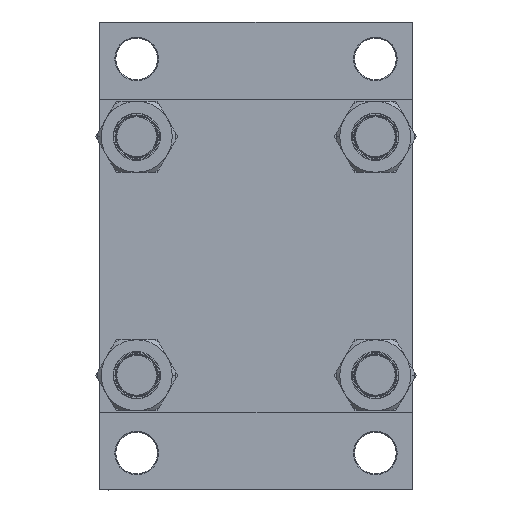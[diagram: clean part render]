
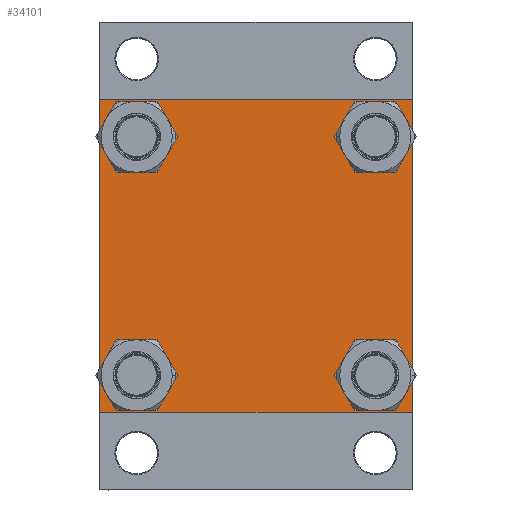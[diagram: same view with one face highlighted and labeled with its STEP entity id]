
A CAD part, left-side view. The second image highlights one B-rep face of the part: STEP entity #34101.
In plain terms, the highlighted planar face has unit normal (-1, 0, 0).
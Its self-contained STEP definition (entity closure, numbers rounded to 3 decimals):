
#307 = VERTEX_POINT ( 'NONE', #10709 ) ;
#378 = ORIENTED_EDGE ( 'NONE', *, *, #33523, .T. ) ;
#1355 = DIRECTION ( 'NONE',  ( 1., 0., 0. ) ) ;
#1407 = FACE_BOUND ( 'NONE', #14880, .T. ) ;
#1415 = DIRECTION ( 'NONE',  ( 1., 0., 0. ) ) ;
#1569 = LINE ( 'NONE', #42707, #24624 ) ;
#1733 = VERTEX_POINT ( 'NONE', #3443 ) ;
#1810 = ORIENTED_EDGE ( 'NONE', *, *, #23803, .T. ) ;
#2806 = CARTESIAN_POINT ( 'NONE',  ( 0., -82.25, -82.25 ) ) ;
#2979 = EDGE_CURVE ( 'NONE', #26449, #27780, #4719, .T. ) ;
#3443 = CARTESIAN_POINT ( 'NONE',  ( 0., 62.95, 51.45 ) ) ;
#3781 = DIRECTION ( 'NONE',  ( 0., 0., 1. ) ) ;
#3998 = LINE ( 'NONE', #44447, #36759 ) ;
#4559 = VERTEX_POINT ( 'NONE', #9535 ) ;
#4561 = DIRECTION ( 'NONE',  ( 0., 0., 1. ) ) ;
#4606 = DIRECTION ( 'NONE',  ( 1., 0., 0. ) ) ;
#4675 = EDGE_LOOP ( 'NONE', ( #28600, #45109 ) ) ;
#4719 = LINE ( 'NONE', #16196, #8094 ) ;
#4769 = DIRECTION ( 'NONE',  ( 0., -1., 0. ) ) ;
#5263 = CARTESIAN_POINT ( 'NONE',  ( 0., 62.95, 74.45 ) ) ;
#6012 = PLANE ( 'NONE',  #32871 ) ;
#6225 = DIRECTION ( 'NONE',  ( 0., 0., 1. ) ) ;
#6517 = CIRCLE ( 'NONE', #22048, 11.5 ) ;
#6712 = EDGE_CURVE ( 'NONE', #307, #15600, #26763, .T. ) ;
#7683 = VERTEX_POINT ( 'NONE', #35762 ) ;
#7864 = EDGE_CURVE ( 'NONE', #9866, #26449, #15997, .T. ) ;
#8094 = VECTOR ( 'NONE', #38105, 1000. ) ;
#8414 = DIRECTION ( 'NONE',  ( 0., -0.707, -0.707 ) ) ;
#9232 = CARTESIAN_POINT ( 'NONE',  ( 0., -82.25, 82.25 ) ) ;
#9535 = CARTESIAN_POINT ( 'NONE',  ( 0., -62.95, 51.45 ) ) ;
#9792 = ORIENTED_EDGE ( 'NONE', *, *, #6712, .T. ) ;
#9866 = VERTEX_POINT ( 'NONE', #42561 ) ;
#10709 = CARTESIAN_POINT ( 'NONE',  ( 0., 62.95, -51.45 ) ) ;
#10742 = VERTEX_POINT ( 'NONE', #34079 ) ;
#11002 = CIRCLE ( 'NONE', #43638, 11.5 ) ;
#11143 = CARTESIAN_POINT ( 'NONE',  ( 0., -62.95, 74.45 ) ) ;
#11171 = VECTOR ( 'NONE', #4769, 1000. ) ;
#11676 = AXIS2_PLACEMENT_3D ( 'NONE', #23106, #1415, #4561 ) ;
#12089 = ORIENTED_EDGE ( 'NONE', *, *, #2979, .T. ) ;
#12177 = CARTESIAN_POINT ( 'NONE',  ( 0., -62.95, -62.95 ) ) ;
#12275 = AXIS2_PLACEMENT_3D ( 'NONE', #33030, #47866, #3781 ) ;
#12281 = EDGE_CURVE ( 'NONE', #44879, #12448, #1569, .T. ) ;
#12343 = VERTEX_POINT ( 'NONE', #16912 ) ;
#12448 = VERTEX_POINT ( 'NONE', #37077 ) ;
#14593 = DIRECTION ( 'NONE',  ( 0., 0., 1. ) ) ;
#14880 = EDGE_LOOP ( 'NONE', ( #25820, #31612 ) ) ;
#15128 = ORIENTED_EDGE ( 'NONE', *, *, #12281, .F. ) ;
#15600 = VERTEX_POINT ( 'NONE', #37018 ) ;
#15997 = LINE ( 'NONE', #26476, #40011 ) ;
#16196 = CARTESIAN_POINT ( 'NONE',  ( 0., 82.5, 82.5 ) ) ;
#16912 = CARTESIAN_POINT ( 'NONE',  ( 0., -82., -82.5 ) ) ;
#17004 = ORIENTED_EDGE ( 'NONE', *, *, #36487, .T. ) ;
#17174 = ORIENTED_EDGE ( 'NONE', *, *, #7864, .T. ) ;
#17651 = DIRECTION ( 'NONE',  ( 1., 0., 0. ) ) ;
#18211 = EDGE_CURVE ( 'NONE', #15600, #307, #33255, .T. ) ;
#18409 = DIRECTION ( 'NONE',  ( 0., -1., 0. ) ) ;
#19486 = DIRECTION ( 'NONE',  ( 0., 0., 1. ) ) ;
#19559 = ORIENTED_EDGE ( 'NONE', *, *, #32830, .T. ) ;
#20161 = CARTESIAN_POINT ( 'NONE',  ( 0., -82.5, 82. ) ) ;
#20551 = EDGE_CURVE ( 'NONE', #44879, #21356, #35528, .T. ) ;
#20633 = FACE_BOUND ( 'NONE', #36553, .T. ) ;
#20727 = ORIENTED_EDGE ( 'NONE', *, *, #36312, .F. ) ;
#21356 = VERTEX_POINT ( 'NONE', #30874 ) ;
#22048 = AXIS2_PLACEMENT_3D ( 'NONE', #28870, #24757, #6225 ) ;
#22278 = VERTEX_POINT ( 'NONE', #11143 ) ;
#22543 = EDGE_CURVE ( 'NONE', #1733, #38750, #41146, .T. ) ;
#22931 = CARTESIAN_POINT ( 'NONE',  ( 0., 82.5, -82. ) ) ;
#23106 = CARTESIAN_POINT ( 'NONE',  ( 0., 62.95, 62.95 ) ) ;
#23803 = EDGE_CURVE ( 'NONE', #27780, #10742, #29618, .T. ) ;
#24290 = DIRECTION ( 'NONE',  ( 0., 0., 1. ) ) ;
#24296 = CARTESIAN_POINT ( 'NONE',  ( 0., 0., 0. ) ) ;
#24529 = EDGE_CURVE ( 'NONE', #38750, #1733, #31923, .T. ) ;
#24537 = DIRECTION ( 'NONE',  ( -1., 0., 0. ) ) ;
#24624 = VECTOR ( 'NONE', #42225, 1000. ) ;
#24757 = DIRECTION ( 'NONE',  ( 1., 0., 0. ) ) ;
#25142 = ORIENTED_EDGE ( 'NONE', *, *, #20551, .T. ) ;
#25301 = AXIS2_PLACEMENT_3D ( 'NONE', #25672, #17651, #25441 ) ;
#25441 = DIRECTION ( 'NONE',  ( 0., 0., 1. ) ) ;
#25672 = CARTESIAN_POINT ( 'NONE',  ( 0., -62.95, -62.95 ) ) ;
#25820 = ORIENTED_EDGE ( 'NONE', *, *, #24529, .T. ) ;
#26449 = VERTEX_POINT ( 'NONE', #42728 ) ;
#26476 = CARTESIAN_POINT ( 'NONE',  ( 0., 82.25, 82.25 ) ) ;
#26763 = CIRCLE ( 'NONE', #32220, 11.5 ) ;
#26932 = CARTESIAN_POINT ( 'NONE',  ( 0., -62.95, 62.95 ) ) ;
#27438 = EDGE_LOOP ( 'NONE', ( #19559, #32795 ) ) ;
#27718 = ORIENTED_EDGE ( 'NONE', *, *, #18211, .T. ) ;
#27780 = VERTEX_POINT ( 'NONE', #22931 ) ;
#27952 = AXIS2_PLACEMENT_3D ( 'NONE', #35950, #28885, #24290 ) ;
#27988 = CARTESIAN_POINT ( 'NONE',  ( 0., -62.95, -51.45 ) ) ;
#28600 = ORIENTED_EDGE ( 'NONE', *, *, #36550, .T. ) ;
#28870 = CARTESIAN_POINT ( 'NONE',  ( 0., -62.95, 62.95 ) ) ;
#28885 = DIRECTION ( 'NONE',  ( 1., 0., 0. ) ) ;
#28945 = AXIS2_PLACEMENT_3D ( 'NONE', #12177, #4606, #19486 ) ;
#29549 = VECTOR ( 'NONE', #8414, 1000. ) ;
#29618 = LINE ( 'NONE', #30345, #29549 ) ;
#30105 = DIRECTION ( 'NONE',  ( 0., 0., 1. ) ) ;
#30138 = LINE ( 'NONE', #41307, #11171 ) ;
#30345 = CARTESIAN_POINT ( 'NONE',  ( 0., 82.25, -82.25 ) ) ;
#30526 = CIRCLE ( 'NONE', #28945, 11.5 ) ;
#30800 = EDGE_CURVE ( 'NONE', #4559, #22278, #11002, .T. ) ;
#30874 = CARTESIAN_POINT ( 'NONE',  ( 0., -82., 82.5 ) ) ;
#31612 = ORIENTED_EDGE ( 'NONE', *, *, #22543, .T. ) ;
#31639 = DIRECTION ( 'NONE',  ( 0., 0.707, 0.707 ) ) ;
#31923 = CIRCLE ( 'NONE', #11676, 11.5 ) ;
#32220 = AXIS2_PLACEMENT_3D ( 'NONE', #33346, #40640, #14593 ) ;
#32795 = ORIENTED_EDGE ( 'NONE', *, *, #39700, .T. ) ;
#32830 = EDGE_CURVE ( 'NONE', #42252, #7683, #30526, .T. ) ;
#32871 = AXIS2_PLACEMENT_3D ( 'NONE', #24296, #24537, #46440 ) ;
#33030 = CARTESIAN_POINT ( 'NONE',  ( 0., 62.95, -62.95 ) ) ;
#33162 = EDGE_LOOP ( 'NONE', ( #12089, #1810, #378, #17004, #15128, #25142, #20727, #17174 ) ) ;
#33255 = CIRCLE ( 'NONE', #12275, 11.5 ) ;
#33346 = CARTESIAN_POINT ( 'NONE',  ( 0., 62.95, -62.95 ) ) ;
#33523 = EDGE_CURVE ( 'NONE', #10742, #12343, #3998, .T. ) ;
#34079 = CARTESIAN_POINT ( 'NONE',  ( 0., 82., -82.5 ) ) ;
#34101 = ADVANCED_FACE ( 'NONE', ( #43015, #38908, #20633, #1407, #45959 ), #6012, .T. ) ;
#35528 = LINE ( 'NONE', #9232, #46546 ) ;
#35762 = CARTESIAN_POINT ( 'NONE',  ( 0., -62.95, -74.45 ) ) ;
#35950 = CARTESIAN_POINT ( 'NONE',  ( 0., 62.95, 62.95 ) ) ;
#36171 = CIRCLE ( 'NONE', #25301, 11.5 ) ;
#36312 = EDGE_CURVE ( 'NONE', #9866, #21356, #30138, .T. ) ;
#36487 = EDGE_CURVE ( 'NONE', #12343, #12448, #40047, .T. ) ;
#36550 = EDGE_CURVE ( 'NONE', #22278, #4559, #6517, .T. ) ;
#36553 = EDGE_LOOP ( 'NONE', ( #9792, #27718 ) ) ;
#36759 = VECTOR ( 'NONE', #18409, 1000. ) ;
#37018 = CARTESIAN_POINT ( 'NONE',  ( 0., 62.95, -74.45 ) ) ;
#37077 = CARTESIAN_POINT ( 'NONE',  ( 0., -82.5, -82. ) ) ;
#38105 = DIRECTION ( 'NONE',  ( 0., 0., -1. ) ) ;
#38750 = VERTEX_POINT ( 'NONE', #5263 ) ;
#38908 = FACE_BOUND ( 'NONE', #27438, .T. ) ;
#39700 = EDGE_CURVE ( 'NONE', #7683, #42252, #36171, .T. ) ;
#40011 = VECTOR ( 'NONE', #41545, 1000. ) ;
#40047 = LINE ( 'NONE', #2806, #45374 ) ;
#40640 = DIRECTION ( 'NONE',  ( 1., 0., 0. ) ) ;
#41146 = CIRCLE ( 'NONE', #27952, 11.5 ) ;
#41307 = CARTESIAN_POINT ( 'NONE',  ( 0., 82.5, 82.5 ) ) ;
#41545 = DIRECTION ( 'NONE',  ( 0., 0.707, -0.707 ) ) ;
#42225 = DIRECTION ( 'NONE',  ( 0., 0., -1. ) ) ;
#42252 = VERTEX_POINT ( 'NONE', #27988 ) ;
#42561 = CARTESIAN_POINT ( 'NONE',  ( 0., 82., 82.5 ) ) ;
#42707 = CARTESIAN_POINT ( 'NONE',  ( 0., -82.5, 82.5 ) ) ;
#42728 = CARTESIAN_POINT ( 'NONE',  ( 0., 82.5, 82. ) ) ;
#43015 = FACE_BOUND ( 'NONE', #4675, .T. ) ;
#43638 = AXIS2_PLACEMENT_3D ( 'NONE', #26932, #1355, #30105 ) ;
#44447 = CARTESIAN_POINT ( 'NONE',  ( 0., 82.5, -82.5 ) ) ;
#44879 = VERTEX_POINT ( 'NONE', #20161 ) ;
#45109 = ORIENTED_EDGE ( 'NONE', *, *, #30800, .T. ) ;
#45374 = VECTOR ( 'NONE', #47590, 1000. ) ;
#45959 = FACE_OUTER_BOUND ( 'NONE', #33162, .T. ) ;
#46440 = DIRECTION ( 'NONE',  ( 0., 0., 1. ) ) ;
#46546 = VECTOR ( 'NONE', #31639, 1000. ) ;
#47590 = DIRECTION ( 'NONE',  ( 0., -0.707, 0.707 ) ) ;
#47866 = DIRECTION ( 'NONE',  ( 1., 0., 0. ) ) ;
